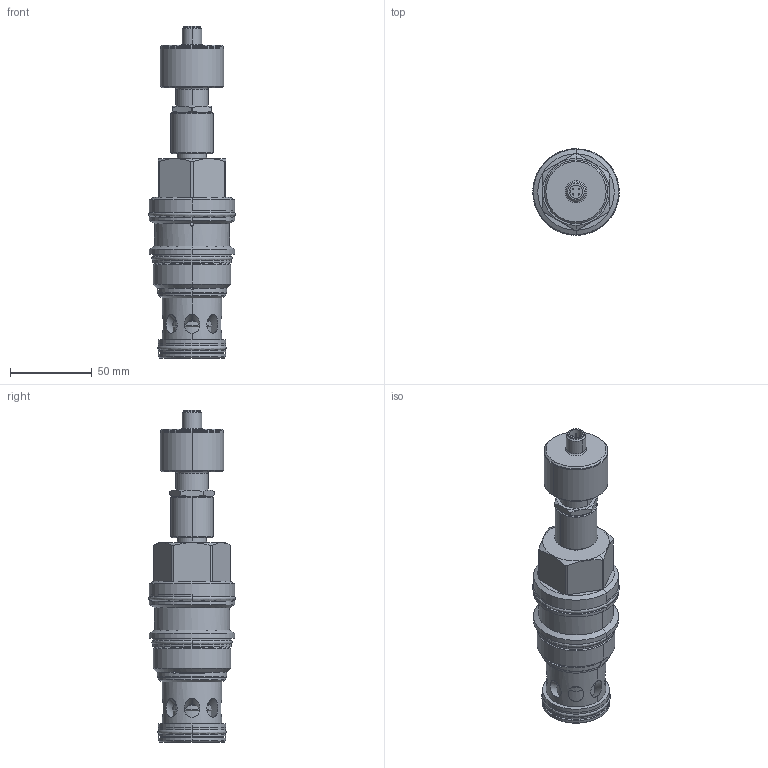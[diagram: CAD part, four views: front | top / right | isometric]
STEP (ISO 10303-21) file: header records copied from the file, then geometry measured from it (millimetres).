
FILE_DESCRIPTION((''),'2;1');
FILE_NAME('LOKCZ-DN_PRT','2011-04-01T',('Administrator'),(''),'PRO/ENGINEER BY PARAMETRIC TECHNOLOGY CORPORATION, 2006240','PRO/ENGINEER BY PARAMETRIC TECHNOLOGY CORPORATION, 2006240','');
FILE_SCHEMA(('CONFIG_CONTROL_DESIGN'));
Length unit declared in the file: inch
Products named in the file (1): LOKCZ-DN_PRT
Bounding box: 53.06 x 53.05 x 203.63 mm (x, y, z)
Volume: 220859.7 mm3; surface area: 50130.8 mm2
Topology: 4 solids, 6 shells, 413 faces, 980 edges, 608 vertices
Faces by surface type: cylinder 174, cone 94, plane 82, torus 49, revolution 12, bspline 2
Entity records: 13884 total; most frequent: CARTESIAN_POINT 4429, DIRECTION 1996, ORIENTED_EDGE 1956, EDGE_CURVE 978, AXIS2_PLACEMENT_3D 871, VERTEX_POINT 608, CIRCLE 472, EDGE_LOOP 460
